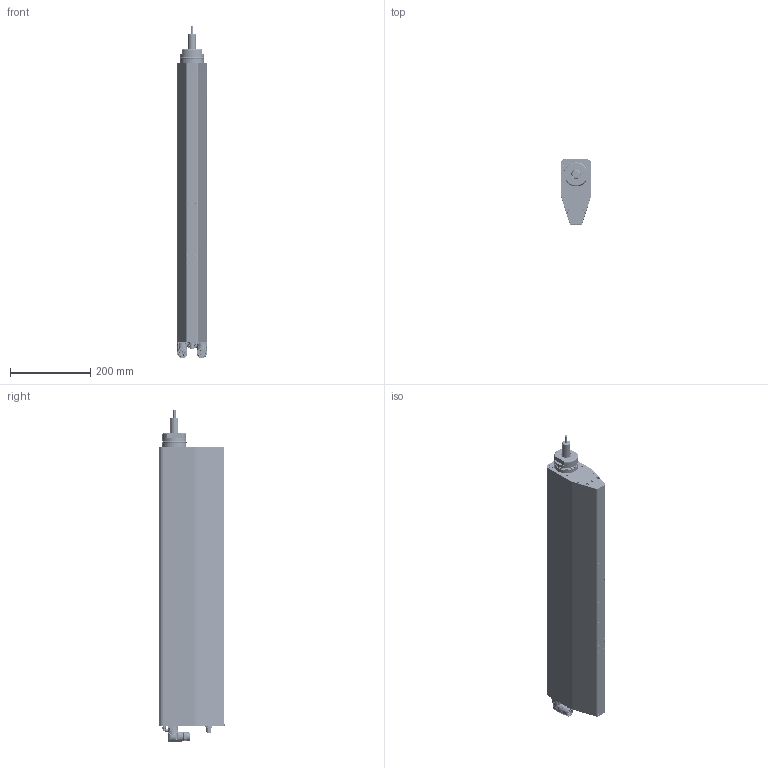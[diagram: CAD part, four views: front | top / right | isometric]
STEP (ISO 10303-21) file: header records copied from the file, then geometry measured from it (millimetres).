
FILE_DESCRIPTION (( 'STEP AP214' ), '1' );
FILE_NAME ('0186-1338_221125_PR02-70x100-C_48x240F-HP-C-150-L05_MS00_FS04.STEP', '2022-11-25T15:51:26', ( '' ), ( '' ), 'SwSTEP 2.0', 'SolidWorks 2022', '' );
FILE_SCHEMA (( 'AUTOMOTIVE_DESIGN' ));
Length unit declared in the file: millimetre
Products named in the file (4): Pusher_150; RS02h-70-DA-582_L05_RS02k-70-DAv-20x380; 0186-1338_221125_PR02-70x100-C_48x240F-HP-C-150-L05_MS00_FS04; Einzelteil_PR02-70x100-C_48x240F-HP-C-150-L05_MSxx_FS01
Assembly tree (3 placements, depth 2):
  0186-1338_221125_PR02-70x100-C_48x240F-HP-C-150-L05_MS00_FS04
    RS02h-70-DA-582_L05_RS02k-70-DAv-20x380
    Einzelteil_PR02-70x100-C_48x240F-HP-C-150-L05_MSxx_FS01
    Pusher_150
Bounding box: 75 x 162.5 x 828.62 mm (x, y, z)
Volume: 7609141.1 mm3; surface area: 470780.2 mm2
Topology: 54 solids, 55 shells, 4561 faces, 11675 edges, 7309 vertices
Faces by surface type: cylinder 1573, cone 1448, plane 1320, bspline 161, torus 53, sphere 6
Full cylindrical faces by diameter (mm): 0.8 x8, 1 x28, 1.2 x10, 1.5 x10, 1.7 x4, 1.8 x10, 2 x16, 2.05 x8, 2.5 x1, 2.501 x96, 2.6 x8, 2.7 x8, 2.8 x10, 2.9 x8, 3.3 x22, 4 x142, 4.2 x2, 4.5 x10, 5 x311, 5.5 x10, 5.7 x96, 6 x4, 6.1 x3, 6.12 x1, 7.388 x2, 7.6 x4, 7.7 x1, 8 x2, 8.3 x1, 8.5 x4
Entity records: 160577 total; most frequent: CARTESIAN_POINT 64249, DIRECTION 18053, ORIENTED_EDGE 17744, EDGE_CURVE 8872, AXIS2_PLACEMENT_3D 7359, EDGE_LOOP 6915, VERTEX_POINT 6785, FACE_OUTER_BOUND 5331
